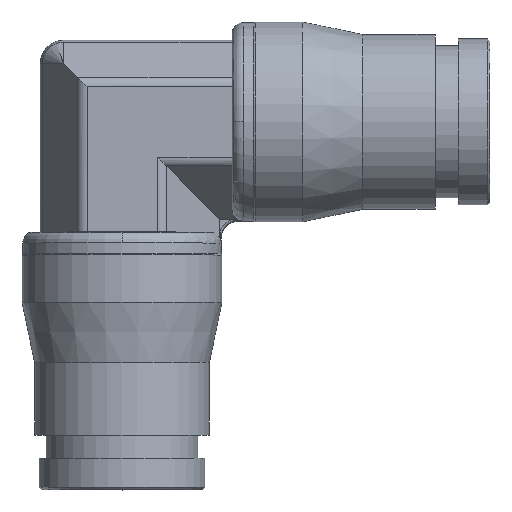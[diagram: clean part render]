
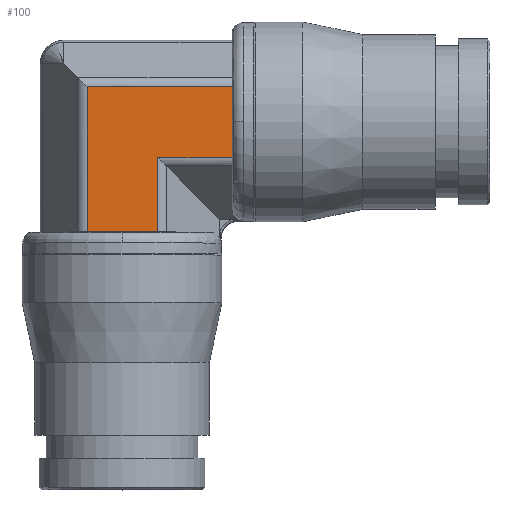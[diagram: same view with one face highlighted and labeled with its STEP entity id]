
A CAD part, top view. The second image highlights one B-rep face of the part: STEP entity #100.
In plain terms, the highlighted planar face has unit normal (0, 0, 1).
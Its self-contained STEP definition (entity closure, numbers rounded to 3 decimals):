
#100=ADVANCED_FACE('',(#260),#261,.T.);
#260=FACE_OUTER_BOUND('',#472,.T.);
#261=PLANE('',#473);
#472=EDGE_LOOP('',(#985,#986,#987,#988,#989,#990));
#473=AXIS2_PLACEMENT_3D('',#991,#992,#993);
#985=ORIENTED_EDGE('',*,*,#1553,.T.);
#986=ORIENTED_EDGE('',*,*,#1564,.T.);
#987=ORIENTED_EDGE('',*,*,#1565,.F.);
#988=ORIENTED_EDGE('',*,*,#1566,.F.);
#989=ORIENTED_EDGE('',*,*,#1567,.T.);
#990=ORIENTED_EDGE('',*,*,#1568,.T.);
#991=CARTESIAN_POINT('',(-21.019,-0.045,6.5));
#992=DIRECTION('',(0.,-0.0,1.0));
#993=DIRECTION('',(0.0,1.0,0.0));
#1553=EDGE_CURVE('',#1926,#1927,#1928,.T.);
#1564=EDGE_CURVE('',#1927,#1944,#1945,.T.);
#1565=EDGE_CURVE('',#1946,#1944,#1947,.T.);
#1566=EDGE_CURVE('',#1948,#1946,#1949,.T.);
#1567=EDGE_CURVE('',#1948,#1950,#1951,.T.);
#1568=EDGE_CURVE('',#1950,#1926,#1952,.T.);
#1926=VERTEX_POINT('',#2705);
#1927=VERTEX_POINT('',#2706);
#1928=LINE('',#2707,#2708);
#1944=VERTEX_POINT('',#2732);
#1945=LINE('',#2733,#2734);
#1946=VERTEX_POINT('',#2735);
#1947=LINE('',#2736,#2737);
#1948=VERTEX_POINT('',#2738);
#1949=LINE('',#2739,#2740);
#1950=VERTEX_POINT('',#2741);
#1951=LINE('',#2742,#2743);
#1952=LINE('',#2744,#2745);
#2705=CARTESIAN_POINT('',(-34.459,2.979,6.5));
#2706=CARTESIAN_POINT('',(-34.459,-9.428,6.5));
#2707=CARTESIAN_POINT('',(-34.459,2.977,6.5));
#2708=VECTOR('',#3170,1.0);
#2732=CARTESIAN_POINT('',(-28.411,-9.428,6.5));
#2733=CARTESIAN_POINT('',(-29.551,-9.428,6.5));
#2734=VECTOR('',#3185,1.0);
#2735=CARTESIAN_POINT('',(-28.411,-3.069,6.5));
#2736=CARTESIAN_POINT('',(-28.411,4.999,6.5));
#2737=VECTOR('',#3186,1.0);
#2738=CARTESIAN_POINT('',(-22.052,-3.069,6.5));
#2739=CARTESIAN_POINT('',(-21.019,-3.069,6.5));
#2740=VECTOR('',#3187,1.0);
#2741=CARTESIAN_POINT('',(-22.052,2.979,6.5));
#2742=CARTESIAN_POINT('',(-22.052,1.884,6.5));
#2743=VECTOR('',#3188,1.0);
#2744=CARTESIAN_POINT('',(-21.019,2.979,6.5));
#2745=VECTOR('',#3189,1.0);
#3170=DIRECTION('',(0.,-1.0,0.));
#3185=DIRECTION('',(1.0,0.,0.));
#3186=DIRECTION('',(0.,-1.0,0.));
#3187=DIRECTION('',(-1.0,0.0,0.));
#3188=DIRECTION('',(0.,1.0,0.));
#3189=DIRECTION('',(-1.0,0.0,0.));
